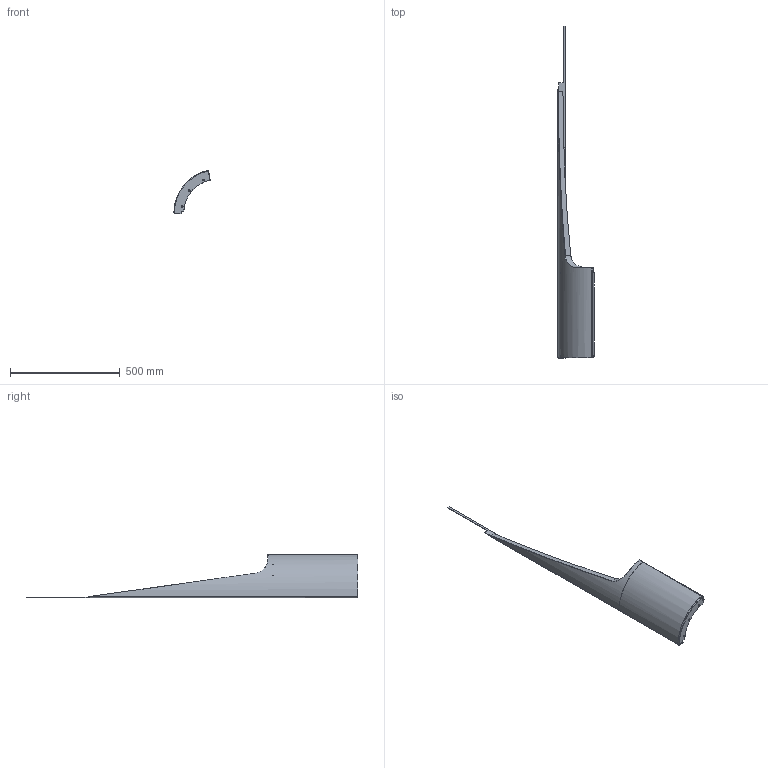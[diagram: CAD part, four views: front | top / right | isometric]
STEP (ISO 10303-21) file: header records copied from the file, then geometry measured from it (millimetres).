
FILE_DESCRIPTION(/* description */ (''),/* implementation_level */ '2;1');
FILE_NAME(/* name */ 'A700P-20-057-2.stp',/* time_stamp */ '2021-06-14T09:31:25+02:00',/* author */ ('tim.foell'),/* organization */ (''),/* preprocessor_version */ 'ST-DEVELOPER v18.1',/* originating_system */ 'Autodesk Inventor 2021',/* authorisation */ '');
FILE_SCHEMA (('AUTOMOTIVE_DESIGN { 1 0 10303 214 3 1 1 }'));
Length unit declared in the file: millimetre
Products named in the file (7): A700P-20-057-2; A700P-20-000-1_28601251_Standard; A700P-20-000-2_28601227; A700P-20-139-2; A700P-20-000_DIN 929 Schweissmutter-_Schweissmutter M6; A700P-20-221-0; Bauteil2
Assembly tree (9 placements, depth 2):
  A700P-20-057-2
    A700P-20-000-1_28601251_Standard
    A700P-20-000-2_28601227
    A700P-20-139-2  x2
    A700P-20-000_DIN 929 Schweissmutter-_Schweissmutter M6  x3
    A700P-20-221-0
    Bauteil2
Bounding box: 165.08 x 1513.38 x 196.54 mm (x, y, z)
Volume: 526136.1 mm3; surface area: 541934.5 mm2
Topology: 8 solids, 8 shells, 182 faces, 480 edges, 323 vertices
Faces by surface type: plane 113, cylinder 42, cone 18, bspline 9
Full cylindrical faces by diameter (mm): 6 x3, 8 x9
Entity records: 5287 total; most frequent: CARTESIAN_POINT 1687, ORIENTED_EDGE 690, DIRECTION 682, EDGE_CURVE 345, LINE 238, VECTOR 238, VERTEX_POINT 227, AXIS2_PLACEMENT_3D 222
